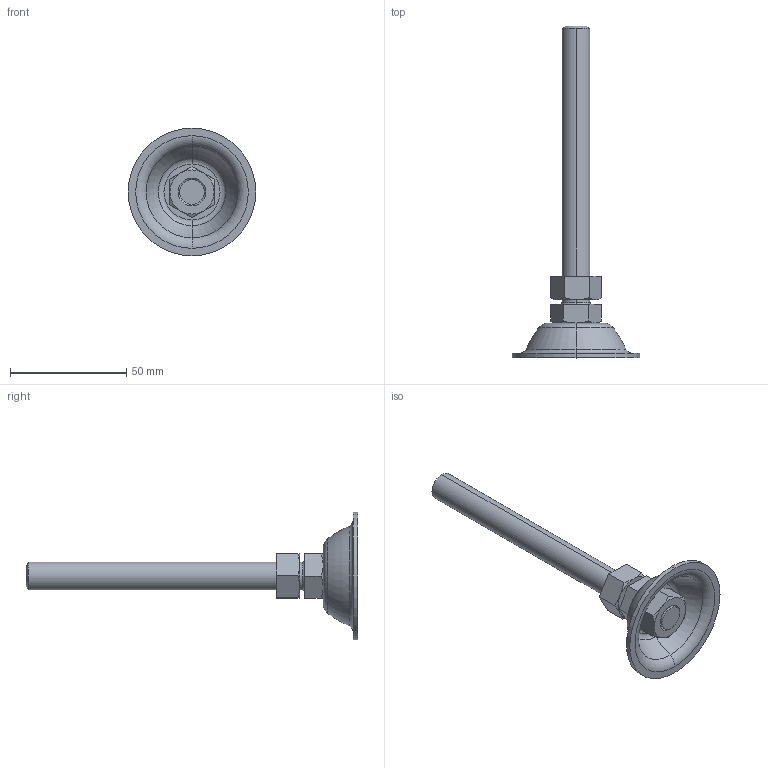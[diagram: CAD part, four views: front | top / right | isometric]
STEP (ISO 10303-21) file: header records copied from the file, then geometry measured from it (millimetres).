
FILE_DESCRIPTION (( 'STEP AP203' ), '1' );
FILE_NAME ('KC-275-A-4_.STEP', '2006-06-08T05:32:18', ( ' ' ), ( ' ' ), 'SwSTEP 2.0', 'SolidWorks 2005204', '' );
FILE_SCHEMA (( 'CONFIG_CONTROL_DESIGN' ));
Length unit declared in the file: millimetre
Products named in the file (4): KC-275-A-4儃儖僩_岞_棉太倌; KC-275-A-4_; 六角ナットM12（1種）_JIS B 1181 Hexagon nut - Class 1 Finished M12 --N; KC-275-A-4儀乕僗_棉太倌
Assembly tree (4 placements, depth 2):
  KC-275-A-4_
    六角ナットM12（1種）_JIS B 1181 Hexagon nut - Class 1 Finished M12 --N  x2
    KC-275-A-4儃儖僩_岞_棉太倌
    KC-275-A-4儀乕僗_棉太倌
Bounding box: 55 x 143 x 55 mm (x, y, z)
Volume: 27817.5 mm3; surface area: 15333.3 mm2
Topology: 4 solids, 4 shells, 96 faces, 202 edges, 120 vertices
Faces by surface type: plane 32, cone 28, cylinder 20, torus 16
Entity records: 2512 total; most frequent: CARTESIAN_POINT 467, DIRECTION 376, ORIENTED_EDGE 308, AXIS2_PLACEMENT_3D 165, EDGE_CURVE 154, VERTEX_POINT 92, CIRCLE 84, EDGE_LOOP 84
